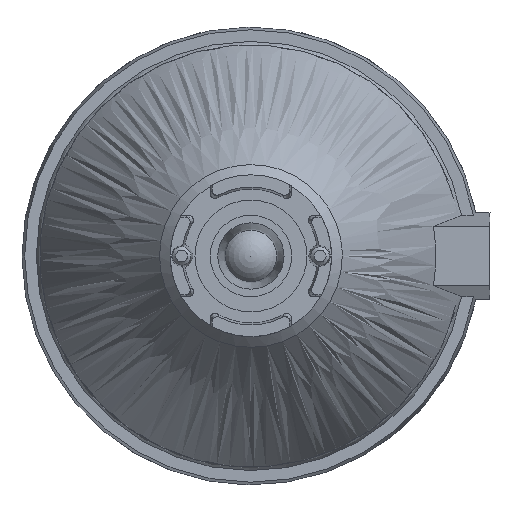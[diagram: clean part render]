
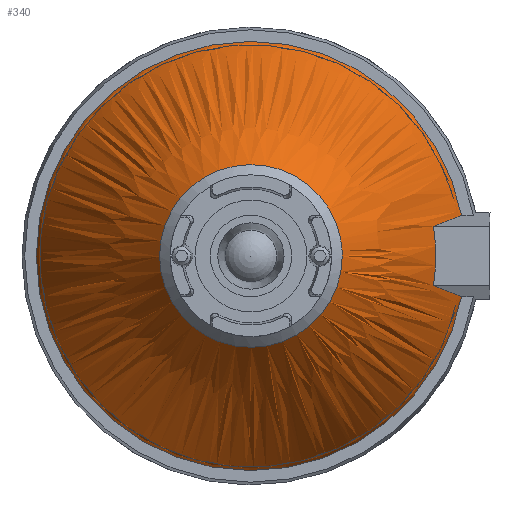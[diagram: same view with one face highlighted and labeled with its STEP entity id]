
A CAD part, front view. The second image highlights one B-rep face of the part: STEP entity #340.
In plain terms, the highlighted face is a revolution surface.
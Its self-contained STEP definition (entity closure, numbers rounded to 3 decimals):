
#340=ADVANCED_FACE('',(#751,#752),#753,.T.);
#751=FACE_OUTER_BOUND('',#5913,.T.);
#752=FACE_OUTER_BOUND('',#5914,.T.);
#753=SURFACE_OF_REVOLUTION('',#5915,#5916);
#5913=EDGE_LOOP('',(#6765));
#5914=EDGE_LOOP('',(#6766,#6767,#6768,#6769));
#5915=B_SPLINE_CURVE_WITH_KNOTS('',3,(#6770,#6771,#6772,#6773,#6774,#6775,#6776,#6777,#6778,#6779,#6780,#6781,#6782,#6783,#6784,#6785,#6786,#6787,#6788,#6789,#6790,#6791,#6792,#6793,#6794,#6795,#6796,#6797,#6798,#6799,#6800,#6801,#6802,#6803,#6804,#6805,#6806,#6807,#6808,#6809,#6810,#6811,#6812,#6813,#6814,#6815,#6816,#6817,#6818,#6819,#6820,#6821,#6822,#6823,#6824),.UNSPECIFIED.,.F.,.F.,(4,1,1,1,1,1,1,1,1,1,1,1,1,1,1,1,1,1,1,1,1,1,1,1,1,1,1,1,1,1,1,1,1,1,1,1,1,1,1,1,1,1,1,1,1,1,1,1,1,3,4),(0.001,0.001,0.001,0.002,0.003,0.003,0.004,0.004,0.005,0.006,0.007,0.007,0.008,0.009,0.01,0.011,0.012,0.012,0.013,0.014,0.015,0.015,0.016,0.017,0.017,0.018,0.019,0.019,0.019,0.02,0.02,0.021,0.021,0.021,0.021,0.022,0.022,0.022,0.022,0.023,0.023,0.023,0.024,0.024,0.024,0.024,0.025,0.025,0.026,0.026,0.525),.UNSPECIFIED.);
#5916=AXIS1_PLACEMENT('',#6825,#6826);
#6765=ORIENTED_EDGE('',*,*,#7419,.F.);
#6766=ORIENTED_EDGE('',*,*,#7420,.F.);
#6767=ORIENTED_EDGE('',*,*,#7380,.F.);
#6768=ORIENTED_EDGE('',*,*,#7421,.T.);
#6769=ORIENTED_EDGE('',*,*,#7422,.F.);
#6770=CARTESIAN_POINT('',(8.036,-0.05,0.0));
#6771=CARTESIAN_POINT('',(8.093,0.011,0.0));
#6772=CARTESIAN_POINT('',(8.267,0.197,0.0));
#6773=CARTESIAN_POINT('',(8.561,0.519,0.0));
#6774=CARTESIAN_POINT('',(8.919,0.929,0.0));
#6775=CARTESIAN_POINT('',(9.289,1.367,0.0));
#6776=CARTESIAN_POINT('',(9.67,1.836,0.0));
#6777=CARTESIAN_POINT('',(10.062,2.335,0.0));
#6778=CARTESIAN_POINT('',(10.463,2.865,0.0));
#6779=CARTESIAN_POINT('',(10.873,3.426,0.0));
#6780=CARTESIAN_POINT('',(11.289,4.016,0.0));
#6781=CARTESIAN_POINT('',(11.712,4.634,0.0));
#6782=CARTESIAN_POINT('',(12.138,5.279,0.0));
#6783=CARTESIAN_POINT('',(12.567,5.947,0.0));
#6784=CARTESIAN_POINT('',(12.995,6.634,0.0));
#6785=CARTESIAN_POINT('',(13.42,7.337,0.0));
#6786=CARTESIAN_POINT('',(13.84,8.05,0.0));
#6787=CARTESIAN_POINT('',(14.253,8.768,0.0));
#6788=CARTESIAN_POINT('',(14.655,9.485,0.0));
#6789=CARTESIAN_POINT('',(15.044,10.194,0.0));
#6790=CARTESIAN_POINT('',(15.418,10.89,0.0));
#6791=CARTESIAN_POINT('',(15.775,11.566,0.0));
#6792=CARTESIAN_POINT('',(16.113,12.218,0.0));
#6793=CARTESIAN_POINT('',(16.431,12.839,0.0));
#6794=CARTESIAN_POINT('',(16.727,13.426,0.0));
#6795=CARTESIAN_POINT('',(17.002,13.977,0.0));
#6796=CARTESIAN_POINT('',(17.255,14.488,0.0));
#6797=CARTESIAN_POINT('',(17.486,14.96,0.0));
#6798=CARTESIAN_POINT('',(17.698,15.394,0.0));
#6799=CARTESIAN_POINT('',(17.889,15.79,0.0));
#6800=CARTESIAN_POINT('',(18.064,16.151,0.0));
#6801=CARTESIAN_POINT('',(18.222,16.481,0.0));
#6802=CARTESIAN_POINT('',(18.368,16.783,0.0));
#6803=CARTESIAN_POINT('',(18.502,17.063,0.0));
#6804=CARTESIAN_POINT('',(18.627,17.324,0.0));
#6805=CARTESIAN_POINT('',(18.745,17.571,0.0));
#6806=CARTESIAN_POINT('',(18.859,17.81,0.0));
#6807=CARTESIAN_POINT('',(18.971,18.043,0.0));
#6808=CARTESIAN_POINT('',(19.082,18.275,0.0));
#6809=CARTESIAN_POINT('',(19.194,18.509,0.0));
#6810=CARTESIAN_POINT('',(19.309,18.749,0.0));
#6811=CARTESIAN_POINT('',(19.427,18.995,0.0));
#6812=CARTESIAN_POINT('',(19.549,19.25,0.0));
#6813=CARTESIAN_POINT('',(19.675,19.516,0.0));
#6814=CARTESIAN_POINT('',(19.807,19.791,0.0));
#6815=CARTESIAN_POINT('',(19.942,20.076,0.0));
#6816=CARTESIAN_POINT('',(20.082,20.369,0.0));
#6817=CARTESIAN_POINT('',(20.225,20.671,0.0));
#6818=CARTESIAN_POINT('',(20.371,20.977,0.0));
#6819=CARTESIAN_POINT('',(20.517,21.287,0.0));
#6820=CARTESIAN_POINT('',(20.615,21.494,0.0));
#6821=CARTESIAN_POINT('',(20.664,21.598,0.0));
#6822=CARTESIAN_POINT('',(20.806,21.898,0.0));
#6823=CARTESIAN_POINT('',(20.947,22.199,0.0));
#6824=CARTESIAN_POINT('',(21.089,22.5,0.0));
#6825=CARTESIAN_POINT('',(0.0,0.0,0.0));
#6826=DIRECTION('',(-0.0,1.0,-0.0));
#7380=EDGE_CURVE('',#7597,#7589,#7599,.F.);
#7419=EDGE_CURVE('',#7666,#7666,#7667,.T.);
#7420=EDGE_CURVE('',#7589,#7668,#7669,.F.);
#7421=EDGE_CURVE('',#7597,#7670,#7671,.T.);
#7422=EDGE_CURVE('',#7668,#7670,#7672,.T.);
#7589=VERTEX_POINT('',#8332);
#7597=VERTEX_POINT('',#8346);
#7599=B_SPLINE_CURVE_WITH_KNOTS('',3,(#8349,#8350,#8351,#8352,#8353,#8354),.UNSPECIFIED.,.F.,.F.,(4,2,4),(0.022,0.026,0.029),.UNSPECIFIED.);
#7666=VERTEX_POINT('',#8523);
#7667=CIRCLE('',#8524,8.978);
#7668=VERTEX_POINT('',#8525);
#7669=CIRCLE('',#8526,18.183);
#7670=VERTEX_POINT('',#8527);
#7671=CIRCLE('',#8528,21.089);
#7672=B_SPLINE_CURVE_WITH_KNOTS('',3,(#8529,#8530,#8531,#8532,#8533,#8534),.UNSPECIFIED.,.F.,.F.,(4,2,4),(0.025,0.028,0.032),.UNSPECIFIED.);
#8332=CARTESIAN_POINT('',(2.91,16.4,-17.949));
#8346=CARTESIAN_POINT('',(3.986,22.5,-20.709));
#8349=CARTESIAN_POINT('',(2.91,16.4,-17.949));
#8350=CARTESIAN_POINT('',(3.089,17.414,-18.414));
#8351=CARTESIAN_POINT('',(3.268,18.43,-18.876));
#8352=CARTESIAN_POINT('',(3.626,20.463,-19.799));
#8353=CARTESIAN_POINT('',(3.806,21.481,-20.254));
#8354=CARTESIAN_POINT('',(3.986,22.5,-20.709));
#8523=CARTESIAN_POINT('',(0.0,1.0,-8.978));
#8524=AXIS2_PLACEMENT_3D('',#8825,#8826,#8827);
#8525=CARTESIAN_POINT('',(-2.91,16.4,-17.949));
#8526=AXIS2_PLACEMENT_3D('',#8828,#8829,#8830);
#8527=CARTESIAN_POINT('',(-3.986,22.5,-20.709));
#8528=AXIS2_PLACEMENT_3D('',#8831,#8832,#8833);
#8529=CARTESIAN_POINT('',(-2.91,16.4,-17.949));
#8530=CARTESIAN_POINT('',(-3.089,17.414,-18.414));
#8531=CARTESIAN_POINT('',(-3.268,18.43,-18.876));
#8532=CARTESIAN_POINT('',(-3.626,20.462,-19.798));
#8533=CARTESIAN_POINT('',(-3.806,21.481,-20.254));
#8534=CARTESIAN_POINT('',(-3.986,22.5,-20.709));
#8825=CARTESIAN_POINT('',(0.0,1.0,0.0));
#8826=DIRECTION('',(0.0,-1.0,0.0));
#8827=DIRECTION('',(0.0,0.0,-1.0));
#8828=CARTESIAN_POINT('',(0.0,16.4,0.0));
#8829=DIRECTION('',(0.0,-1.0,0.0));
#8830=DIRECTION('',(0.0,0.0,-1.0));
#8831=CARTESIAN_POINT('',(0.0,22.5,0.0));
#8832=DIRECTION('',(0.0,-1.0,0.0));
#8833=DIRECTION('',(0.0,0.0,-1.0));
